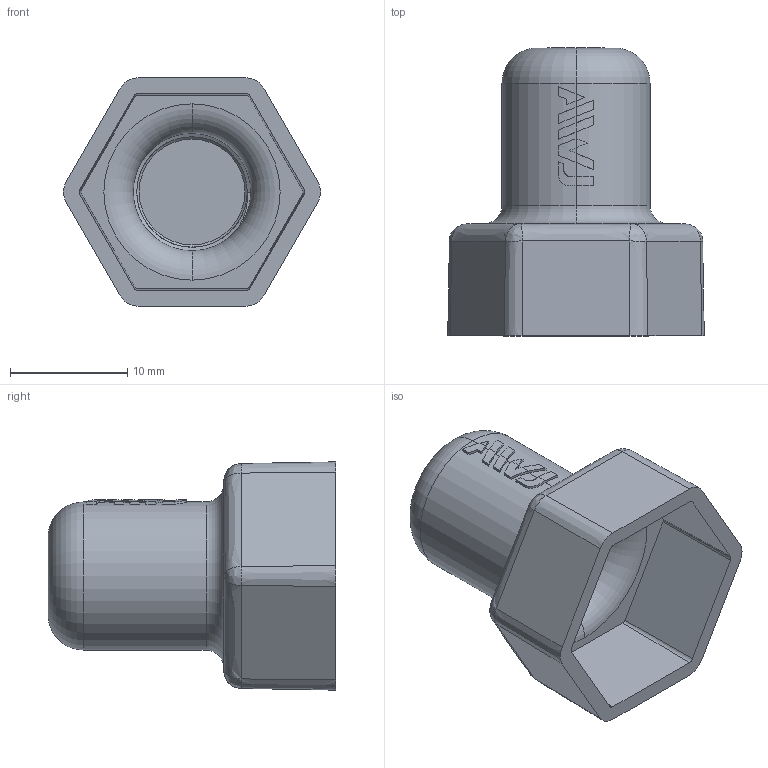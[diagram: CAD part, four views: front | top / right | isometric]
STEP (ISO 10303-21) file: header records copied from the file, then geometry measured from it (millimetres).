
FILE_DESCRIPTION(('STEP AP203'),'1');
FILE_NAME('.step','2024-11-29T08:52:06',(' '),(' '),'Spatial InterOp 3D',' ',' ');
FILE_SCHEMA(('CONFIG_CONTROL_DESIGN'));
Length unit declared in the file: millimetre
Products named in the file (1): 1
Bounding box: 21.89 x 24.5 x 19.43 mm (x, y, z)
Volume: 1723.9 mm3; surface area: 2919 mm2
Topology: 7 solids, 7 shells, 302 faces, 1065 edges, 781 vertices
Faces by surface type: bspline 148, plane 78, cylinder 53, cone 17, torus 6
Entity records: 14261 total; most frequent: CARTESIAN_POINT 6097, ORIENTED_EDGE 2130, DIRECTION 1093, EDGE_CURVE 1065, VERTEX_POINT 781, B_SPLINE_CURVE_WITH_KNOTS 472, LINE 415, VECTOR 415
